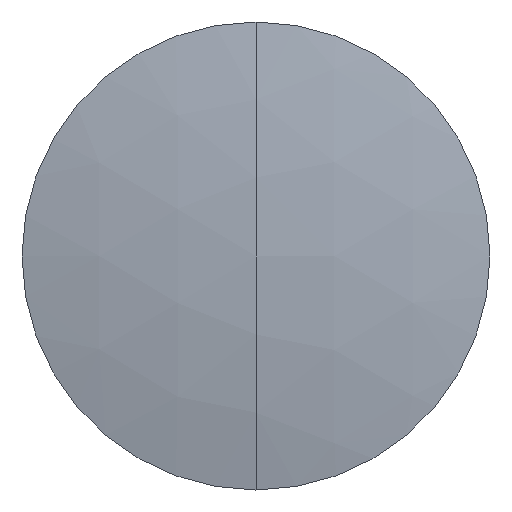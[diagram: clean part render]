
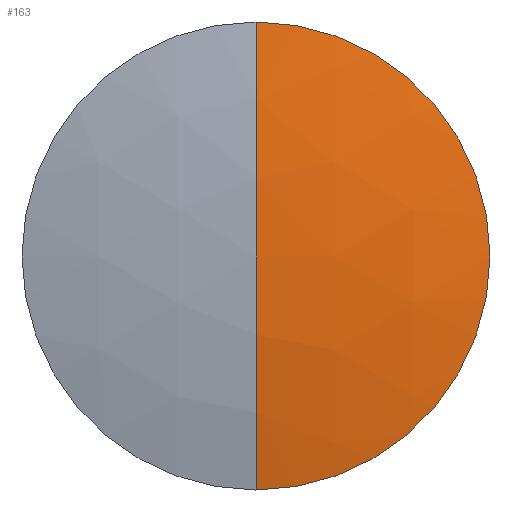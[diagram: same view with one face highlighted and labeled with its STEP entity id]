
A CAD part, left-side view. The second image highlights one B-rep face of the part: STEP entity #163.
In plain terms, the highlighted spherical face has radius 62.4 mm.
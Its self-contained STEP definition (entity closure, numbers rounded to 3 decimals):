
#12 = DIRECTION ( 'NONE',  ( 0., 0., 1. ) ) ;
#13 = VERTEX_POINT ( 'NONE', #270 ) ;
#22 = DIRECTION ( 'NONE',  ( 0., 0., 1. ) ) ;
#28 = AXIS2_PLACEMENT_3D ( 'NONE', #177, #214, #269 ) ;
#49 = CIRCLE ( 'NONE', #294, 62.4 ) ;
#55 = VERTEX_POINT ( 'NONE', #153 ) ;
#59 = FACE_OUTER_BOUND ( 'NONE', #237, .T. ) ;
#73 = CIRCLE ( 'NONE', #90, 62.4 ) ;
#85 = SPHERICAL_SURFACE ( 'NONE', #28, 62.4 ) ;
#90 = AXIS2_PLACEMENT_3D ( 'NONE', #213, #296, #300 ) ;
#119 = EDGE_CURVE ( 'NONE', #271, #13, #173, .T. ) ;
#153 = CARTESIAN_POINT ( 'NONE',  ( 336.34, 0., 0. ) ) ;
#163 = ADVANCED_FACE ( 'NONE', ( #59 ), #85, .T. ) ;
#173 = CIRCLE ( 'NONE', #196, 12.7 ) ;
#176 = DIRECTION ( 'NONE',  ( -1., 0., 0. ) ) ;
#177 = CARTESIAN_POINT ( 'NONE',  ( 398.74, 0., 0. ) ) ;
#192 = ORIENTED_EDGE ( 'NONE', *, *, #273, .F. ) ;
#196 = AXIS2_PLACEMENT_3D ( 'NONE', #340, #176, #22 ) ;
#213 = CARTESIAN_POINT ( 'NONE',  ( 398.74, 0., 0. ) ) ;
#214 = DIRECTION ( 'NONE',  ( 0., -1., 0. ) ) ;
#237 = EDGE_LOOP ( 'NONE', ( #327, #328, #192 ) ) ;
#269 = DIRECTION ( 'NONE',  ( 0., 0., -1. ) ) ;
#270 = CARTESIAN_POINT ( 'NONE',  ( 337.647, 0., 12.7 ) ) ;
#271 = VERTEX_POINT ( 'NONE', #289 ) ;
#273 = EDGE_CURVE ( 'NONE', #271, #55, #49, .T. ) ;
#289 = CARTESIAN_POINT ( 'NONE',  ( 337.647, 0., -12.7 ) ) ;
#294 = AXIS2_PLACEMENT_3D ( 'NONE', #295, #341, #12 ) ;
#295 = CARTESIAN_POINT ( 'NONE',  ( 398.74, 0., 0. ) ) ;
#296 = DIRECTION ( 'NONE',  ( 0., -1., 0. ) ) ;
#300 = DIRECTION ( 'NONE',  ( 0., 0., -1. ) ) ;
#327 = ORIENTED_EDGE ( 'NONE', *, *, #119, .T. ) ;
#328 = ORIENTED_EDGE ( 'NONE', *, *, #329, .T. ) ;
#329 = EDGE_CURVE ( 'NONE', #13, #55, #73, .T. ) ;
#340 = CARTESIAN_POINT ( 'NONE',  ( 337.647, 0., 0. ) ) ;
#341 = DIRECTION ( 'NONE',  ( 0., 1., 0. ) ) ;
